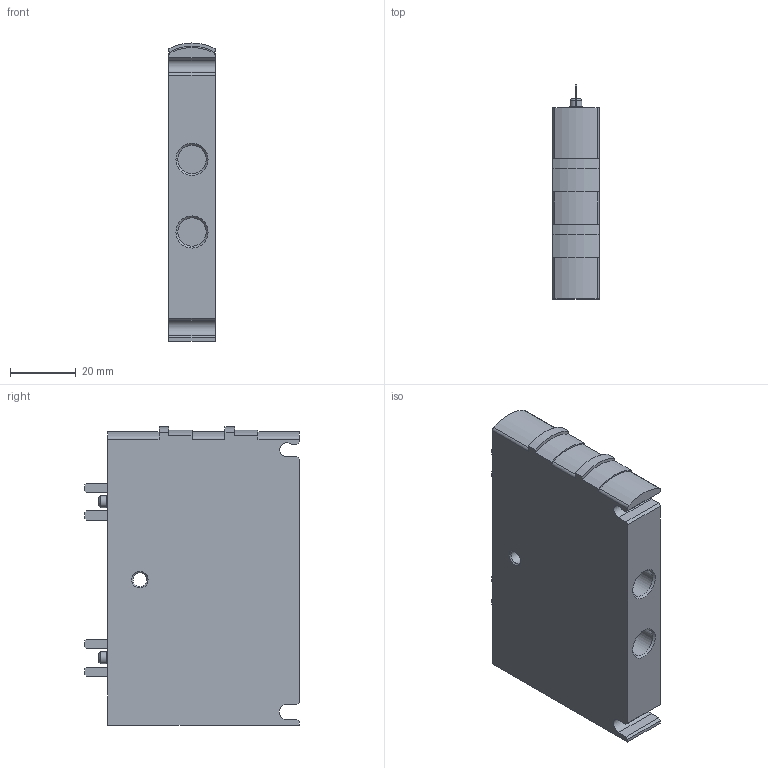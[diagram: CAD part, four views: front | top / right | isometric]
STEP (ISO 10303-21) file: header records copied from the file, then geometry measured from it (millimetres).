
FILE_DESCRIPTION(/* description */ ('STEP AP214'),/* implementation_level */ '2;1');
FILE_NAME(/* name */ '559653_CPV14-M1H-2OLS-2GLS-K-1_8',/* time_stamp */ '2024-08-07T14:45:33+02:00',/* author */ ('License CC BY-ND 4.0'),/* organization */ ('CADENAS'),/* preprocessor_version */ 'ST-DEVELOPER v19.3',/* originating_system */ 'PARTsolutions',/* authorisation */ ' ');
FILE_SCHEMA (('AUTOMOTIVE_DESIGN {1 0 10303 214 3 1 1}'));
Length unit declared in the file: millimetre
Products named in the file (1): 559653 CPV14-M1H-2OLS-2GLS-K-1/8
Bounding box: 14 x 65 x 90.35 mm (x, y, z)
Volume: 70361.1 mm3; surface area: 15279 mm2
Topology: 1 solids, 1 shells, 85 faces, 211 edges, 138 vertices
Faces by surface type: plane 55, cylinder 22, cone 6, torus 2
Full cylindrical faces by diameter (mm): 1.5 x2, 3.6 x2, 4.2 x1, 8.566 x2
Entity records: 3062 total; most frequent: DIRECTION 420, CARTESIAN_POINT 420, ORIENTED_EDGE 392, EDGE_CURVE 196, LINE 144, VECTOR 144, VERTEX_POINT 138, AXIS2_PLACEMENT_3D 138
